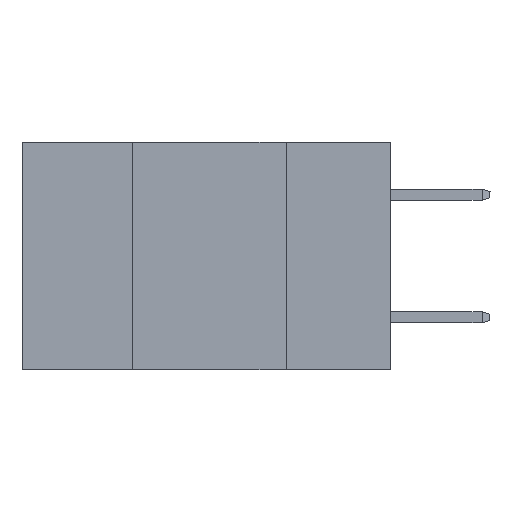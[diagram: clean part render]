
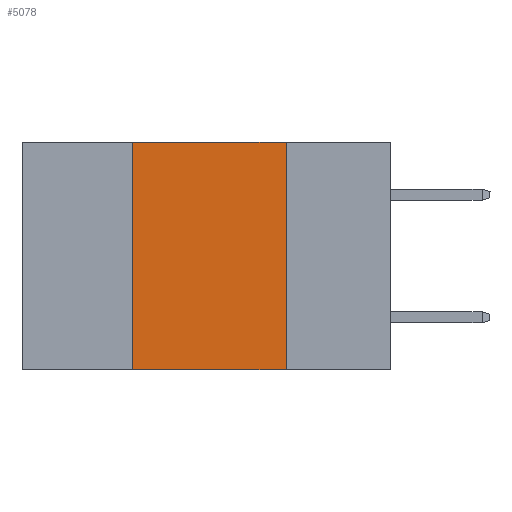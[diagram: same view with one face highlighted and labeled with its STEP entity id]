
A CAD part, left-side view. The second image highlights one B-rep face of the part: STEP entity #5078.
In plain terms, the highlighted planar face has unit normal (-1, 0, 0).
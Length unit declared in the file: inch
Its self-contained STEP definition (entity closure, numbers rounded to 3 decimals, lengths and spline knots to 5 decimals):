
#484 = VERTEX_POINT ( 'NONE', #8390 ) ;
#1207 = CARTESIAN_POINT ( 'NONE',  ( 0., 0.6, -0.37 ) ) ;
#1321 = CARTESIAN_POINT ( 'NONE',  ( 0., 0.6, 0. ) ) ;
#1340 = VERTEX_POINT ( 'NONE', #3482 ) ;
#1702 = DIRECTION ( 'NONE',  ( 0., -1., 0. ) ) ;
#1838 = LINE ( 'NONE', #1207, #9092 ) ;
#1865 = EDGE_CURVE ( 'NONE', #484, #1340, #1838, .T. ) ;
#1915 = VECTOR ( 'NONE', #5207, 39.37008 ) ;
#2604 = EDGE_LOOP ( 'NONE', ( #8327, #6502, #4120, #4063 ) ) ;
#2646 = DIRECTION ( 'NONE',  ( 0., -1., 0. ) ) ;
#2668 = DIRECTION ( 'NONE',  ( 1., 0., 0. ) ) ;
#3348 = DIRECTION ( 'NONE',  ( 0., 0., -1. ) ) ;
#3482 = CARTESIAN_POINT ( 'NONE',  ( 0., 0.17, -0.37 ) ) ;
#3489 = AXIS2_PLACEMENT_3D ( 'NONE', #1321, #2668, #3348 ) ;
#3537 = CARTESIAN_POINT ( 'NONE',  ( 0., 0.17, 0. ) ) ;
#3565 = EDGE_CURVE ( 'NONE', #484, #4321, #7867, .T. ) ;
#4063 = ORIENTED_EDGE ( 'NONE', *, *, #1865, .T. ) ;
#4120 = ORIENTED_EDGE ( 'NONE', *, *, #3565, .F. ) ;
#4321 = VERTEX_POINT ( 'NONE', #6809 ) ;
#4412 = EDGE_CURVE ( 'NONE', #5739, #1340, #7201, .T. ) ;
#4477 = VECTOR ( 'NONE', #1702, 39.37008 ) ;
#4539 = CARTESIAN_POINT ( 'NONE',  ( 0., 0.42, 0. ) ) ;
#4818 = CARTESIAN_POINT ( 'NONE',  ( 0., 0.17, 0. ) ) ;
#5078 = ADVANCED_FACE ( 'NONE', ( #7182 ), #5464, .F. ) ;
#5148 = LINE ( 'NONE', #8726, #4477 ) ;
#5207 = DIRECTION ( 'NONE',  ( 0., 0., 1. ) ) ;
#5464 = PLANE ( 'NONE',  #3489 ) ;
#5739 = VERTEX_POINT ( 'NONE', #3537 ) ;
#6502 = ORIENTED_EDGE ( 'NONE', *, *, #7691, .F. ) ;
#6809 = CARTESIAN_POINT ( 'NONE',  ( 0., 0.42, 0. ) ) ;
#7182 = FACE_OUTER_BOUND ( 'NONE', #2604, .T. ) ;
#7201 = LINE ( 'NONE', #4818, #8730 ) ;
#7637 = DIRECTION ( 'NONE',  ( 0., 0., -1. ) ) ;
#7691 = EDGE_CURVE ( 'NONE', #4321, #5739, #5148, .T. ) ;
#7867 = LINE ( 'NONE', #4539, #1915 ) ;
#8327 = ORIENTED_EDGE ( 'NONE', *, *, #4412, .F. ) ;
#8390 = CARTESIAN_POINT ( 'NONE',  ( 0., 0.42, -0.37 ) ) ;
#8726 = CARTESIAN_POINT ( 'NONE',  ( 0., 0.6, 0. ) ) ;
#8730 = VECTOR ( 'NONE', #7637, 39.37008 ) ;
#9092 = VECTOR ( 'NONE', #2646, 39.37008 ) ;
